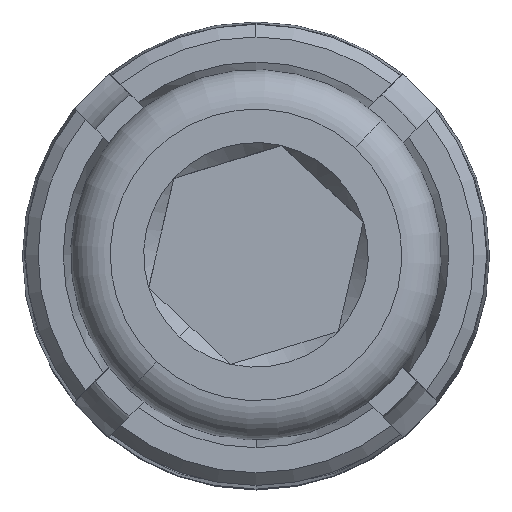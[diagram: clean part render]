
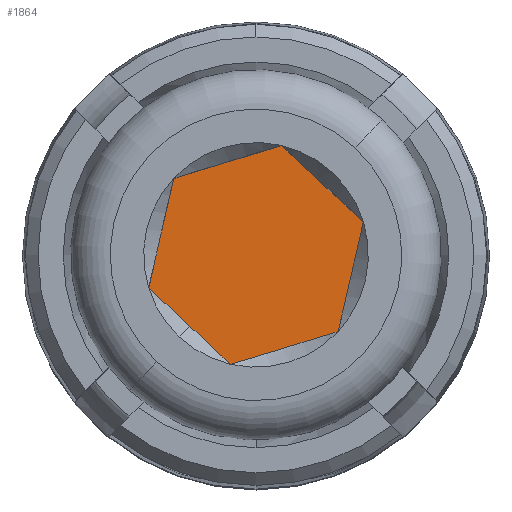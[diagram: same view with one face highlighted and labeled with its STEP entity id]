
A CAD part, top view. The second image highlights one B-rep face of the part: STEP entity #1864.
In plain terms, the highlighted face is planar.
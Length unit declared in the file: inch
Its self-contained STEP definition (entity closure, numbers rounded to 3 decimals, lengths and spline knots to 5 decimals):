
#7 = EDGE_CURVE ( 'NONE', #4255, #9444, #1081, .T. ) ;
#241 = PLANE ( 'NONE',  #3334 ) ;
#874 = VECTOR ( 'NONE', #6617, 39.37008 ) ;
#1067 = VECTOR ( 'NONE', #8825, 39.37008 ) ;
#1081 = LINE ( 'NONE', #10055, #1067 ) ;
#1154 = LINE ( 'NONE', #7434, #7509 ) ;
#1392 = DIRECTION ( 'NONE',  ( -0.866, 0.5, 0. ) ) ;
#1410 = LINE ( 'NONE', #8151, #3387 ) ;
#1864 = ADVANCED_FACE ( 'NONE', ( #4233 ), #241, .T. ) ;
#1886 = CARTESIAN_POINT ( 'NONE',  ( 0., -0.05683, -0.67618 ) ) ;
#1915 = CARTESIAN_POINT ( 'NONE',  ( 0., 0.05683, -0.67618 ) ) ;
#2201 = VERTEX_POINT ( 'NONE', #1915 ) ;
#2426 = VERTEX_POINT ( 'NONE', #3795 ) ;
#2625 = VERTEX_POINT ( 'NONE', #1886 ) ;
#3334 = AXIS2_PLACEMENT_3D ( 'NONE', #8192, #8386, #8322 ) ;
#3372 = CARTESIAN_POINT ( 'NONE',  ( -0.04921, -0.02841, -0.67618 ) ) ;
#3387 = VECTOR ( 'NONE', #8906, 39.37008 ) ;
#3795 = CARTESIAN_POINT ( 'NONE',  ( 0.04921, -0.02841, -0.67618 ) ) ;
#3908 = DIRECTION ( 'NONE',  ( 0., -1., 0. ) ) ;
#4233 = FACE_OUTER_BOUND ( 'NONE', #10138, .T. ) ;
#4255 = VERTEX_POINT ( 'NONE', #3372 ) ;
#5486 = VECTOR ( 'NONE', #3908, 39.37008 ) ;
#5703 = CARTESIAN_POINT ( 'NONE',  ( 0.04921, 0.02841, -0.67618 ) ) ;
#5707 = ORIENTED_EDGE ( 'NONE', *, *, #6700, .T. ) ;
#5739 = CARTESIAN_POINT ( 'NONE',  ( 0.04921, -0.02841, -0.67618 ) ) ;
#5779 = LINE ( 'NONE', #5703, #5486 ) ;
#5936 = VERTEX_POINT ( 'NONE', #7054 ) ;
#6123 = ORIENTED_EDGE ( 'NONE', *, *, #6701, .T. ) ;
#6617 = DIRECTION ( 'NONE',  ( -0.866, -0.5, 0. ) ) ;
#6652 = ORIENTED_EDGE ( 'NONE', *, *, #6719, .T. ) ;
#6700 = EDGE_CURVE ( 'NONE', #9444, #2201, #1410, .T. ) ;
#6701 = EDGE_CURVE ( 'NONE', #2201, #5936, #7974, .T. ) ;
#6719 = EDGE_CURVE ( 'NONE', #5936, #2426, #5779, .T. ) ;
#6720 = EDGE_CURVE ( 'NONE', #2426, #2625, #7725, .T. ) ;
#6736 = EDGE_CURVE ( 'NONE', #2625, #4255, #1154, .T. ) ;
#6788 = CARTESIAN_POINT ( 'NONE',  ( -0.04921, 0.02841, -0.67618 ) ) ;
#6926 = ORIENTED_EDGE ( 'NONE', *, *, #6720, .T. ) ;
#7054 = CARTESIAN_POINT ( 'NONE',  ( 0.04921, 0.02841, -0.67618 ) ) ;
#7317 = ORIENTED_EDGE ( 'NONE', *, *, #6736, .T. ) ;
#7434 = CARTESIAN_POINT ( 'NONE',  ( 0., -0.05683, -0.67618 ) ) ;
#7456 = ORIENTED_EDGE ( 'NONE', *, *, #7, .T. ) ;
#7509 = VECTOR ( 'NONE', #1392, 39.37008 ) ;
#7725 = LINE ( 'NONE', #5739, #874 ) ;
#7974 = LINE ( 'NONE', #8179, #9746 ) ;
#8151 = CARTESIAN_POINT ( 'NONE',  ( -0.04921, 0.02841, -0.67618 ) ) ;
#8179 = CARTESIAN_POINT ( 'NONE',  ( 0., 0.05683, -0.67618 ) ) ;
#8192 = CARTESIAN_POINT ( 'NONE',  ( 0.04921, 0.08524, -0.67618 ) ) ;
#8322 = DIRECTION ( 'NONE',  ( -1., 0., 0. ) ) ;
#8386 = DIRECTION ( 'NONE',  ( 0., 0., -1. ) ) ;
#8825 = DIRECTION ( 'NONE',  ( 0., 1., 0. ) ) ;
#8906 = DIRECTION ( 'NONE',  ( 0.866, 0.5, 0. ) ) ;
#8938 = DIRECTION ( 'NONE',  ( 0.866, -0.5, 0. ) ) ;
#9444 = VERTEX_POINT ( 'NONE', #6788 ) ;
#9746 = VECTOR ( 'NONE', #8938, 39.37008 ) ;
#10055 = CARTESIAN_POINT ( 'NONE',  ( -0.04921, -0.02841, -0.67618 ) ) ;
#10138 = EDGE_LOOP ( 'NONE', ( #5707, #6123, #6652, #6926, #7317, #7456 ) ) ;
